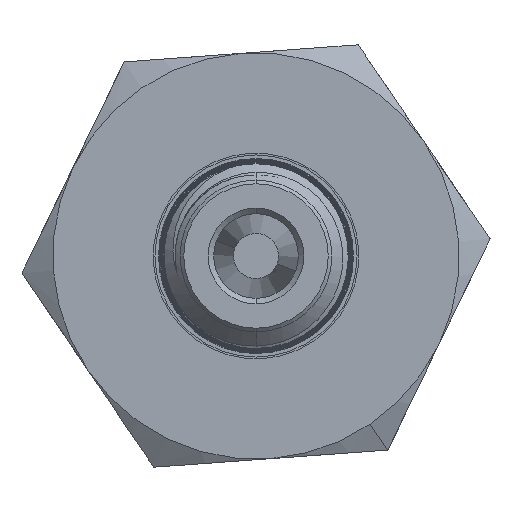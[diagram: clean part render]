
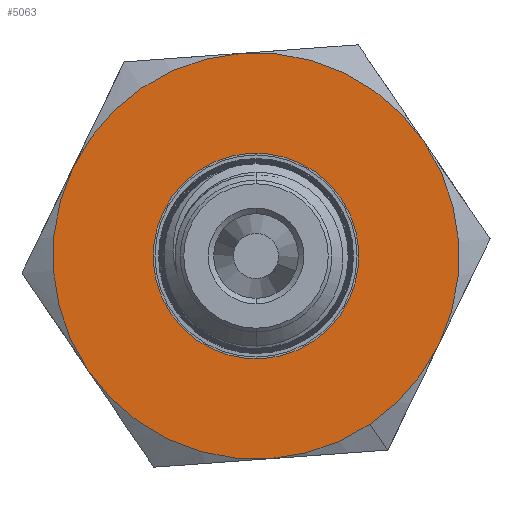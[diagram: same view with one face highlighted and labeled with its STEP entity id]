
A CAD part, left-side view. The second image highlights one B-rep face of the part: STEP entity #5063.
In plain terms, the highlighted planar face has unit normal (-1, 0, 0).
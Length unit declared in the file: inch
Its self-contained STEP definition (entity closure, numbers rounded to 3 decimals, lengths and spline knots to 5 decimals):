
#130 = VERTEX_POINT ( 'NONE', #6825 ) ;
#136 = AXIS2_PLACEMENT_3D ( 'NONE', #6463, #7587, #16648 ) ;
#161 = ORIENTED_EDGE ( 'NONE', *, *, #9470, .F. ) ;
#520 = CIRCLE ( 'NONE', #5132, 0.28475 ) ;
#592 = DIRECTION ( 'NONE',  ( 1., 0., 0. ) ) ;
#700 = AXIS2_PLACEMENT_3D ( 'NONE', #4501, #592, #3323 ) ;
#1038 = EDGE_LOOP ( 'NONE', ( #1976, #8011, #161, #15920, #7211, #14924, #4213 ) ) ;
#1151 = VERTEX_POINT ( 'NONE', #7546 ) ;
#1790 = VERTEX_POINT ( 'NONE', #15045 ) ;
#1976 = ORIENTED_EDGE ( 'NONE', *, *, #12927, .F. ) ;
#2153 = DIRECTION ( 'NONE',  ( 0., 0., -1. ) ) ;
#2300 = EDGE_CURVE ( 'NONE', #15750, #6957, #11294, .T. ) ;
#2406 = DIRECTION ( 'NONE',  ( 0., 0., -1. ) ) ;
#3323 = DIRECTION ( 'NONE',  ( 0., 0., -1. ) ) ;
#3331 = AXIS2_PLACEMENT_3D ( 'NONE', #11461, #16674, #15495 ) ;
#3501 = DIRECTION ( 'NONE',  ( 1., 0., 0. ) ) ;
#3676 = CARTESIAN_POINT ( 'NONE',  ( -0.9445, 0., 0. ) ) ;
#3871 = DIRECTION ( 'NONE',  ( 0., 0., -1. ) ) ;
#4213 = ORIENTED_EDGE ( 'NONE', *, *, #10566, .F. ) ;
#4501 = CARTESIAN_POINT ( 'NONE',  ( -0.9445, 0., 0. ) ) ;
#4577 = DIRECTION ( 'NONE',  ( -1., 0., 0. ) ) ;
#5052 = CARTESIAN_POINT ( 'NONE',  ( -0.9445, 0., 0. ) ) ;
#5063 = ADVANCED_FACE ( 'NONE', ( #6197, #15468 ), #13778, .T. ) ;
#5076 = CIRCLE ( 'NONE', #3331, 0.5625 ) ;
#5132 = AXIS2_PLACEMENT_3D ( 'NONE', #11937, #14455, #9463 ) ;
#6197 = FACE_OUTER_BOUND ( 'NONE', #1038, .T. ) ;
#6359 = AXIS2_PLACEMENT_3D ( 'NONE', #5052, #12783, #3871 ) ;
#6432 = CIRCLE ( 'NONE', #136, 0.5625 ) ;
#6435 = DIRECTION ( 'NONE',  ( 0., 0., -1. ) ) ;
#6454 = CARTESIAN_POINT ( 'NONE',  ( -0.9445, 0., -0.5625 ) ) ;
#6463 = CARTESIAN_POINT ( 'NONE',  ( -0.9445, 0., 0. ) ) ;
#6825 = CARTESIAN_POINT ( 'NONE',  ( -0.9445, 0., -0.28475 ) ) ;
#6957 = VERTEX_POINT ( 'NONE', #10539 ) ;
#7211 = ORIENTED_EDGE ( 'NONE', *, *, #16660, .F. ) ;
#7470 = CIRCLE ( 'NONE', #15510, 0.28475 ) ;
#7546 = CARTESIAN_POINT ( 'NONE',  ( -0.9445, 0., 0.28475 ) ) ;
#7587 = DIRECTION ( 'NONE',  ( 1., 0., 0. ) ) ;
#7825 = EDGE_CURVE ( 'NONE', #12513, #8429, #10632, .T. ) ;
#7849 = VERTEX_POINT ( 'NONE', #10832 ) ;
#8011 = ORIENTED_EDGE ( 'NONE', *, *, #7825, .F. ) ;
#8429 = VERTEX_POINT ( 'NONE', #13395 ) ;
#9004 = AXIS2_PLACEMENT_3D ( 'NONE', #3676, #3501, #12578 ) ;
#9463 = DIRECTION ( 'NONE',  ( 0., 0., -1. ) ) ;
#9470 = EDGE_CURVE ( 'NONE', #7849, #12513, #16471, .T. ) ;
#9707 = CARTESIAN_POINT ( 'NONE',  ( -0.9445, 0.28125, 0.48714 ) ) ;
#9813 = AXIS2_PLACEMENT_3D ( 'NONE', #14970, #14631, #2153 ) ;
#9921 = CIRCLE ( 'NONE', #700, 0.5625 ) ;
#9984 = CARTESIAN_POINT ( 'NONE',  ( -0.9445, 0.5625, 0. ) ) ;
#10539 = CARTESIAN_POINT ( 'NONE',  ( -0.9445, -0.28125, 0.48714 ) ) ;
#10553 = ORIENTED_EDGE ( 'NONE', *, *, #15183, .T. ) ;
#10566 = EDGE_CURVE ( 'NONE', #15876, #15750, #5076, .T. ) ;
#10632 = CIRCLE ( 'NONE', #9813, 0.5625 ) ;
#10832 = CARTESIAN_POINT ( 'NONE',  ( -0.9445, -0.28125, -0.48714 ) ) ;
#11098 = CARTESIAN_POINT ( 'NONE',  ( -0.9445, 0.5625, 0. ) ) ;
#11294 = CIRCLE ( 'NONE', #9004, 0.5625 ) ;
#11435 = AXIS2_PLACEMENT_3D ( 'NONE', #12991, #13094, #6435 ) ;
#11461 = CARTESIAN_POINT ( 'NONE',  ( -0.9445, 0., 0. ) ) ;
#11937 = CARTESIAN_POINT ( 'NONE',  ( -0.9445, 0., 0. ) ) ;
#12421 = DIRECTION ( 'NONE',  ( 0., 0., 1. ) ) ;
#12513 = VERTEX_POINT ( 'NONE', #6454 ) ;
#12578 = DIRECTION ( 'NONE',  ( 0., 0., -1. ) ) ;
#12664 = EDGE_LOOP ( 'NONE', ( #14511, #10553 ) ) ;
#12783 = DIRECTION ( 'NONE',  ( 1., 0., 0. ) ) ;
#12927 = EDGE_CURVE ( 'NONE', #8429, #15876, #9921, .T. ) ;
#12991 = CARTESIAN_POINT ( 'NONE',  ( -0.9445, 0., 0. ) ) ;
#13059 = AXIS2_PLACEMENT_3D ( 'NONE', #11098, #4577, #12421 ) ;
#13094 = DIRECTION ( 'NONE',  ( 1., 0., 0. ) ) ;
#13395 = CARTESIAN_POINT ( 'NONE',  ( -0.9445, 0.28125, -0.48714 ) ) ;
#13778 = PLANE ( 'NONE',  #13059 ) ;
#13900 = CIRCLE ( 'NONE', #11435, 0.5625 ) ;
#14455 = DIRECTION ( 'NONE',  ( 1., 0., 0. ) ) ;
#14511 = ORIENTED_EDGE ( 'NONE', *, *, #16348, .T. ) ;
#14631 = DIRECTION ( 'NONE',  ( 1., 0., 0. ) ) ;
#14924 = ORIENTED_EDGE ( 'NONE', *, *, #2300, .F. ) ;
#14970 = CARTESIAN_POINT ( 'NONE',  ( -0.9445, 0., 0. ) ) ;
#15045 = CARTESIAN_POINT ( 'NONE',  ( -0.9445, -0.5625, 0. ) ) ;
#15183 = EDGE_CURVE ( 'NONE', #1151, #130, #7470, .T. ) ;
#15389 = EDGE_CURVE ( 'NONE', #1790, #7849, #13900, .T. ) ;
#15437 = DIRECTION ( 'NONE',  ( 1., 0., 0. ) ) ;
#15468 = FACE_BOUND ( 'NONE', #12664, .T. ) ;
#15495 = DIRECTION ( 'NONE',  ( 0., 0., -1. ) ) ;
#15510 = AXIS2_PLACEMENT_3D ( 'NONE', #16729, #15437, #2406 ) ;
#15750 = VERTEX_POINT ( 'NONE', #9707 ) ;
#15876 = VERTEX_POINT ( 'NONE', #9984 ) ;
#15920 = ORIENTED_EDGE ( 'NONE', *, *, #15389, .F. ) ;
#16348 = EDGE_CURVE ( 'NONE', #130, #1151, #520, .T. ) ;
#16471 = CIRCLE ( 'NONE', #6359, 0.5625 ) ;
#16648 = DIRECTION ( 'NONE',  ( 0., 0., -1. ) ) ;
#16660 = EDGE_CURVE ( 'NONE', #6957, #1790, #6432, .T. ) ;
#16674 = DIRECTION ( 'NONE',  ( 1., 0., 0. ) ) ;
#16729 = CARTESIAN_POINT ( 'NONE',  ( -0.9445, 0., 0. ) ) ;
